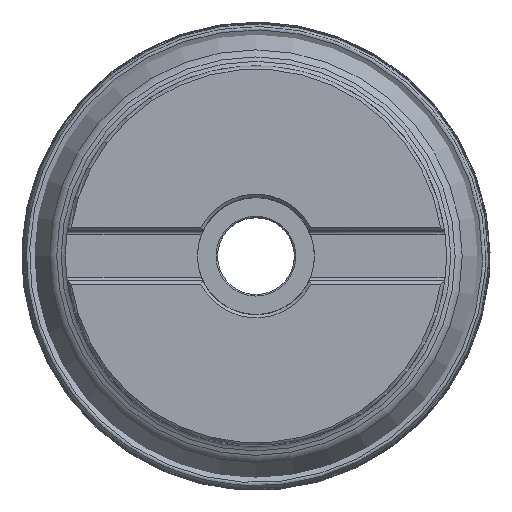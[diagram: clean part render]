
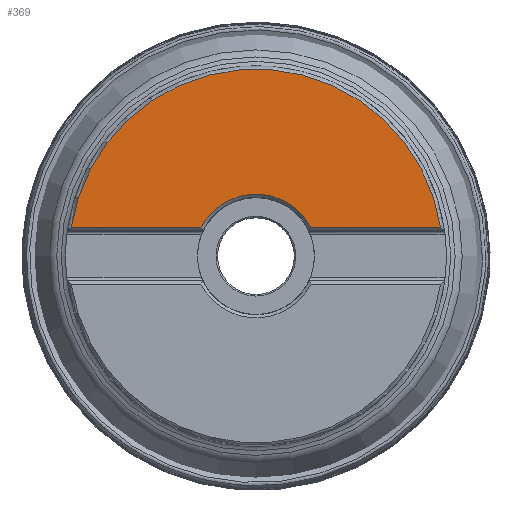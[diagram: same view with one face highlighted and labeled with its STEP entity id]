
A CAD part, top view. The second image highlights one B-rep face of the part: STEP entity #369.
In plain terms, the highlighted planar face has unit normal (0, 0, 1).
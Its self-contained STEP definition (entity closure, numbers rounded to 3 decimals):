
#168=PLANE('',#1213);
#201=LINE('',#2036,#231);
#202=LINE('',#2040,#232);
#231=VECTOR('',#1352,1.);
#232=VECTOR('',#1355,1.);
#369=ADVANCED_FACE('',(#462),#168,.T.);
#462=FACE_OUTER_BOUND('',#486,.T.);
#486=EDGE_LOOP('',(#642,#643,#644,#645));
#642=ORIENTED_EDGE('',*,*,#959,.F.);
#643=ORIENTED_EDGE('',*,*,#977,.T.);
#644=ORIENTED_EDGE('',*,*,#978,.T.);
#645=ORIENTED_EDGE('',*,*,#979,.T.);
#861=VERTEX_POINT('',#1925);
#862=VERTEX_POINT('',#1927);
#876=VERTEX_POINT('',#2037);
#877=VERTEX_POINT('',#2039);
#959=EDGE_CURVE('',#861,#862,#1073,.T.);
#977=EDGE_CURVE('',#861,#876,#201,.T.);
#978=EDGE_CURVE('',#876,#877,#1079,.T.);
#979=EDGE_CURVE('',#877,#862,#202,.T.);
#1073=CIRCLE('',#1203,60.872);
#1079=CIRCLE('',#1212,20.155);
#1203=AXIS2_PLACEMENT_3D('',#1926,#1328,#1329);
#1212=AXIS2_PLACEMENT_3D('',#2038,#1353,#1354);
#1213=AXIS2_PLACEMENT_3D('',#2041,#1356,#1357);
#1328=DIRECTION('',(0.,0.,-1.));
#1329=DIRECTION('',(0.,-1.,0.));
#1352=DIRECTION('',(1.,0.,0.));
#1353=DIRECTION('',(0.,0.,-1.));
#1354=DIRECTION('',(0.,-1.,0.));
#1355=DIRECTION('',(1.,0.,0.));
#1356=DIRECTION('',(0.,0.,1.));
#1357=DIRECTION('',(0.,-1.,0.));
#1925=CARTESIAN_POINT('',(-60.182,9.14,60.325));
#1926=CARTESIAN_POINT('',(0.,0.,60.325));
#1927=CARTESIAN_POINT('',(60.182,9.14,60.325));
#2036=CARTESIAN_POINT('',(0.,9.14,60.325));
#2037=CARTESIAN_POINT('',(-17.963,9.14,60.325));
#2038=CARTESIAN_POINT('',(0.,0.,60.325));
#2039=CARTESIAN_POINT('',(17.963,9.14,60.325));
#2040=CARTESIAN_POINT('',(0.,9.14,60.325));
#2041=CARTESIAN_POINT('',(0.,0.,60.325));
